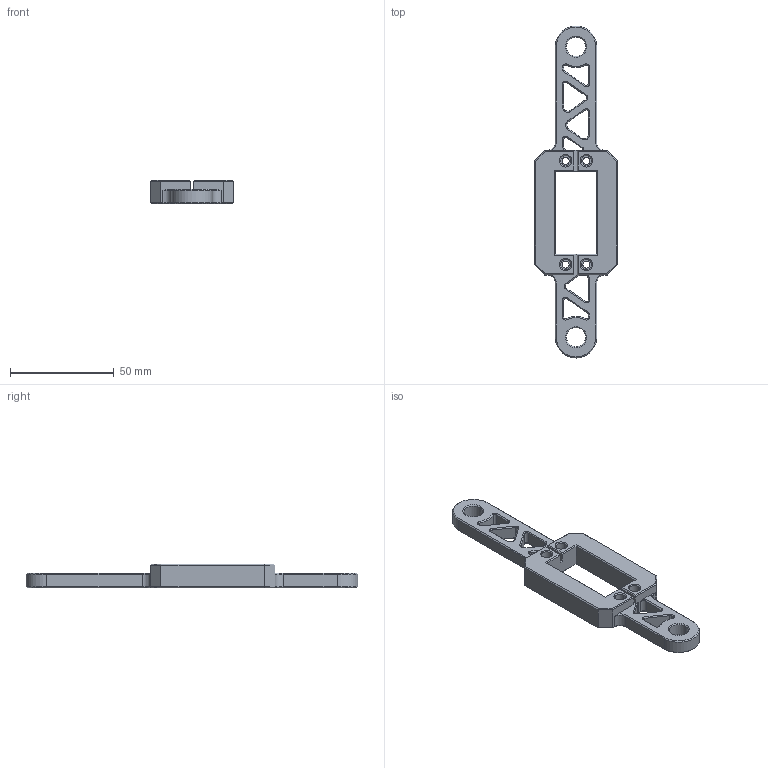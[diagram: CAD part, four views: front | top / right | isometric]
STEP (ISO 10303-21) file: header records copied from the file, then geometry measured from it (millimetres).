
FILE_DESCRIPTION (( 'STEP AP214' ), '1' );
FILE_NAME ('a1_v0.2.STEP', '2025-03-12T21:08:03', ( '' ), ( '' ), 'SwSTEP 2.0', 'SolidWorks 2025', '' );
FILE_SCHEMA (( 'AUTOMOTIVE_DESIGN' ));
Length unit declared in the file: millimetre
Products named in the file (1): a1_v0.2
Bounding box: 40 x 160 x 11.5 mm (x, y, z)
Volume: 26128.2 mm3; surface area: 12682.1 mm2
Topology: 1 solids, 1 shells, 263 faces, 622 edges, 362 vertices
Faces by surface type: plane 126, cone 86, cylinder 51
Entity records: 7488 total; most frequent: DIRECTION 1331, CARTESIAN_POINT 1296, ORIENTED_EDGE 1244, EDGE_CURVE 622, AXIS2_PLACEMENT_3D 453, VECTOR 425, LINE 425, VERTEX_POINT 362
